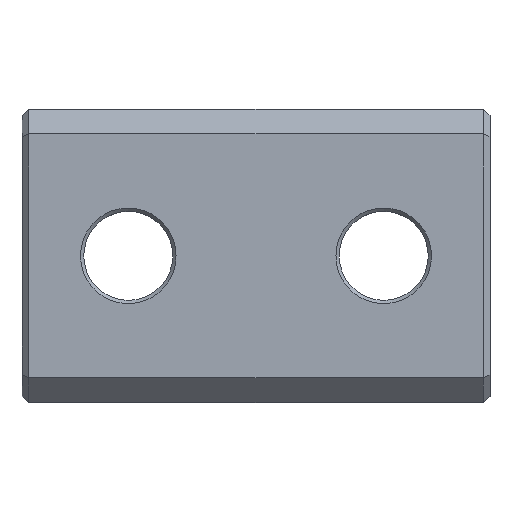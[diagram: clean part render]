
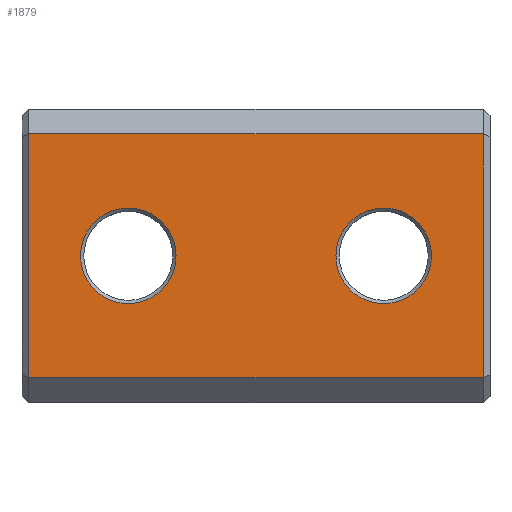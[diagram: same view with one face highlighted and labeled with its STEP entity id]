
A CAD part, top view. The second image highlights one B-rep face of the part: STEP entity #1879.
In plain terms, the highlighted planar face has unit normal (0, 0, 1).
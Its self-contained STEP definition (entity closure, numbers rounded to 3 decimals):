
#27=CIRCLE('',#2008,2.9);
#28=CIRCLE('',#2010,2.9);
#33=FACE_BOUND('',#221,.T.);
#34=FACE_BOUND('',#222,.T.);
#107=FACE_OUTER_BOUND('',#220,.T.);
#220=EDGE_LOOP('',(#1540,#1541,#1542,#1543));
#221=EDGE_LOOP('',(#1544));
#222=EDGE_LOOP('',(#1545));
#455=LINE('',#2948,#708);
#456=LINE('',#2950,#709);
#457=LINE('',#2952,#710);
#458=LINE('',#2953,#711);
#708=VECTOR('',#2405,10.);
#709=VECTOR('',#2406,10.);
#710=VECTOR('',#2407,10.);
#711=VECTOR('',#2408,10.);
#897=VERTEX_POINT('',#2942);
#898=VERTEX_POINT('',#2946);
#899=VERTEX_POINT('',#2947);
#900=VERTEX_POINT('',#2949);
#901=VERTEX_POINT('',#2951);
#902=VERTEX_POINT('',#2954);
#1122=EDGE_CURVE('',#897,#897,#27,.T.);
#1124=EDGE_CURVE('',#898,#899,#455,.T.);
#1125=EDGE_CURVE('',#900,#898,#456,.T.);
#1126=EDGE_CURVE('',#901,#900,#457,.T.);
#1127=EDGE_CURVE('',#901,#899,#458,.T.);
#1128=EDGE_CURVE('',#902,#902,#28,.T.);
#1540=ORIENTED_EDGE('',*,*,#1124,.F.);
#1541=ORIENTED_EDGE('',*,*,#1125,.F.);
#1542=ORIENTED_EDGE('',*,*,#1126,.F.);
#1543=ORIENTED_EDGE('',*,*,#1127,.T.);
#1544=ORIENTED_EDGE('',*,*,#1128,.F.);
#1545=ORIENTED_EDGE('',*,*,#1122,.F.);
#1771=PLANE('',#2009);
#1879=ADVANCED_FACE('',(#107,#33,#34),#1771,.T.);
#2008=AXIS2_PLACEMENT_3D('',#2943,#2400,#2401);
#2009=AXIS2_PLACEMENT_3D('',#2945,#2403,#2404);
#2010=AXIS2_PLACEMENT_3D('',#2955,#2409,#2410);
#2400=DIRECTION('center_axis',(0.,0.,1.));
#2401=DIRECTION('ref_axis',(1.,0.,0.));
#2403=DIRECTION('center_axis',(0.,0.,1.));
#2404=DIRECTION('ref_axis',(0.,-1.,0.));
#2405=DIRECTION('',(0.,-1.,0.));
#2406=DIRECTION('',(1.,0.,0.));
#2407=DIRECTION('',(0.,1.,0.));
#2408=DIRECTION('',(1.,0.,0.));
#2409=DIRECTION('center_axis',(0.,0.,1.));
#2410=DIRECTION('ref_axis',(1.,0.,0.));
#2942=CARTESIAN_POINT('',(-34.45,183.,86.6));
#2943=CARTESIAN_POINT('Origin',(-31.55,183.,86.6));
#2945=CARTESIAN_POINT('Origin',(-38.,190.4,86.6));
#2946=CARTESIAN_POINT('',(-10.,190.4,86.6));
#2947=CARTESIAN_POINT('',(-10.,175.6,86.6));
#2948=CARTESIAN_POINT('',(-10.,186.7,86.6));
#2949=CARTESIAN_POINT('',(-37.6,190.4,86.6));
#2950=CARTESIAN_POINT('',(-38.,190.4,86.6));
#2951=CARTESIAN_POINT('',(-37.6,175.6,86.6));
#2952=CARTESIAN_POINT('',(-37.6,186.7,86.6));
#2953=CARTESIAN_POINT('',(-38.,175.6,86.6));
#2954=CARTESIAN_POINT('',(-18.95,183.,86.6));
#2955=CARTESIAN_POINT('Origin',(-16.05,183.,86.6));
